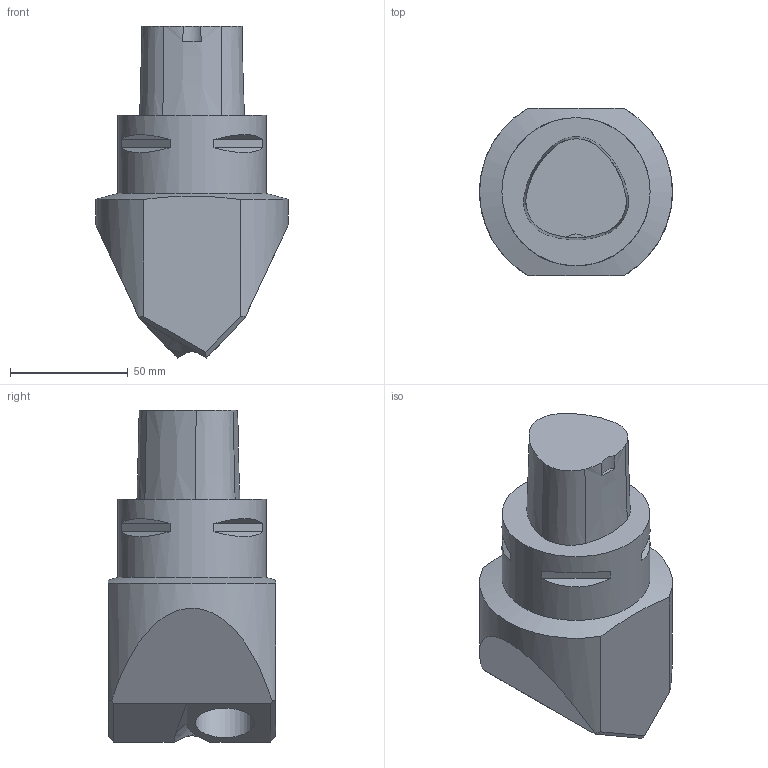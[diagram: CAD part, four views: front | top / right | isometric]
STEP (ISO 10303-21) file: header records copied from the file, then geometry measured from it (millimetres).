
FILE_DESCRIPTION(/* description */ (''),/* implementation_level */ '2;1');
FILE_NAME(/* name */ '1552658110412.stp',/* time_stamp */ '2019-03-15T14:55:25+01:00',/* author */ (''),/* organization */ ('SMS'),/* preprocessor_version */ 'ST-DEVELOPER v15',/* originating_system */ 'SIEMENS PLM Software NX 8.5',/* authorisation */ '');
FILE_SCHEMA (('AUTOMOTIVE_DESIGN { 1 0 10303 214 3 1 1 1 }'));
Length unit declared in the file: millimetre
Products named in the file (1): 202245067mod000_00
Bounding box: 82 x 71 x 141.12 mm (x, y, z)
Volume: 359031.3 mm3; surface area: 43577.8 mm2
Topology: 1 solids, 1 shells, 48 faces, 112 edges, 77 vertices
Faces by surface type: plane 33, cone 9, cylinder 6
Full cylindrical faces by diameter (mm): 25 x2, 63 x1
Entity records: 1444 total; most frequent: CARTESIAN_POINT 267, DIRECTION 246, ORIENTED_EDGE 214, EDGE_CURVE 107, AXIS2_PLACEMENT_3D 95, VERTEX_POINT 72, EDGE_LOOP 59, LINE 56
